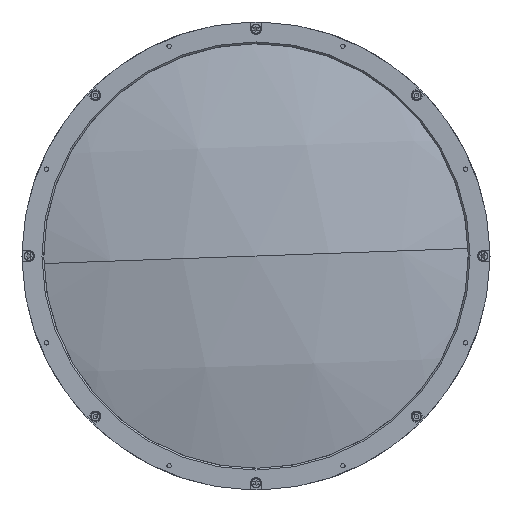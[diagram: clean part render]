
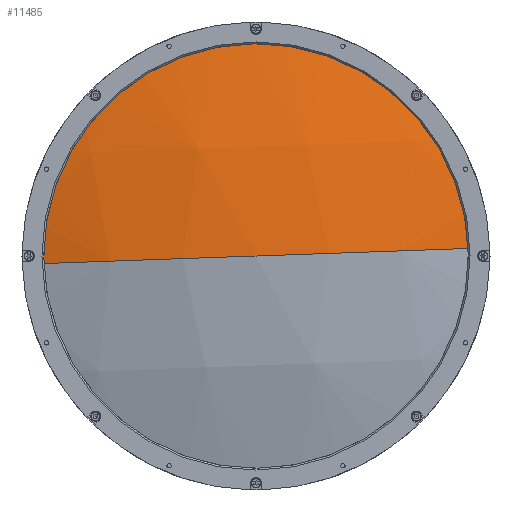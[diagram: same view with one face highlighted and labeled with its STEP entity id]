
A CAD part, left-side view. The second image highlights one B-rep face of the part: STEP entity #11485.
In plain terms, the highlighted spherical face has radius 448.8 mm.
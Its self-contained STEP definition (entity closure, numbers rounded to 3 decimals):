
#848 = CARTESIAN_POINT ( 'NONE',  ( -3.039, 0., 0. ) ) ;
#1323 = EDGE_CURVE ( 'NONE', #6622, #17152, #19676, .T. ) ;
#2678 = AXIS2_PLACEMENT_3D ( 'NONE', #18613, #9230, #20175 ) ;
#3497 = CARTESIAN_POINT ( 'NONE',  ( 445.761, 0., 0. ) ) ;
#3589 = CARTESIAN_POINT ( 'NONE',  ( 14.72, 0., 0. ) ) ;
#4050 = EDGE_LOOP ( 'NONE', ( #7982, #12793, #19305 ) ) ;
#4064 = CARTESIAN_POINT ( 'NONE',  ( 14.72, 124.922, -4.429 ) ) ;
#4661 = SPHERICAL_SURFACE ( 'NONE', #12420, 448.8 ) ;
#4891 = AXIS2_PLACEMENT_3D ( 'NONE', #5047, #16035, #6624 ) ;
#5047 = CARTESIAN_POINT ( 'NONE',  ( 445.761, 0., 0. ) ) ;
#6608 = DIRECTION ( 'NONE',  ( 0., 0.035, 0.999 ) ) ;
#6622 = VERTEX_POINT ( 'NONE', #11480 ) ;
#6624 = DIRECTION ( 'NONE',  ( 0., -0.999, 0.035 ) ) ;
#6651 = DIRECTION ( 'NONE',  ( 0., -0.999, 0.035 ) ) ;
#7982 = ORIENTED_EDGE ( 'NONE', *, *, #1323, .T. ) ;
#8076 = CIRCLE ( 'NONE', #4891, 448.8 ) ;
#9230 = DIRECTION ( 'NONE',  ( 0., -0.035, -0.999 ) ) ;
#10049 = VERTEX_POINT ( 'NONE', #848 ) ;
#10263 = AXIS2_PLACEMENT_3D ( 'NONE', #3589, #16025, #6608 ) ;
#10529 = EDGE_CURVE ( 'NONE', #6622, #10049, #13251, .T. ) ;
#11480 = CARTESIAN_POINT ( 'NONE',  ( 14.72, -124.922, 4.429 ) ) ;
#11485 = ADVANCED_FACE ( 'NONE', ( #16190 ), #4661, .T. ) ;
#11888 = EDGE_CURVE ( 'NONE', #17152, #10049, #8076, .T. ) ;
#12420 = AXIS2_PLACEMENT_3D ( 'NONE', #3497, #19130, #6651 ) ;
#12793 = ORIENTED_EDGE ( 'NONE', *, *, #11888, .T. ) ;
#13251 = CIRCLE ( 'NONE', #2678, 448.8 ) ;
#16025 = DIRECTION ( 'NONE',  ( -1., 0., 0. ) ) ;
#16035 = DIRECTION ( 'NONE',  ( 0., 0.035, 0.999 ) ) ;
#16190 = FACE_OUTER_BOUND ( 'NONE', #4050, .T. ) ;
#17152 = VERTEX_POINT ( 'NONE', #4064 ) ;
#18613 = CARTESIAN_POINT ( 'NONE',  ( 445.761, 0., 0. ) ) ;
#19130 = DIRECTION ( 'NONE',  ( 0., 0.035, 0.999 ) ) ;
#19305 = ORIENTED_EDGE ( 'NONE', *, *, #10529, .F. ) ;
#19676 = CIRCLE ( 'NONE', #10263, 125. ) ;
#20175 = DIRECTION ( 'NONE',  ( 0., 0.999, -0.035 ) ) ;
